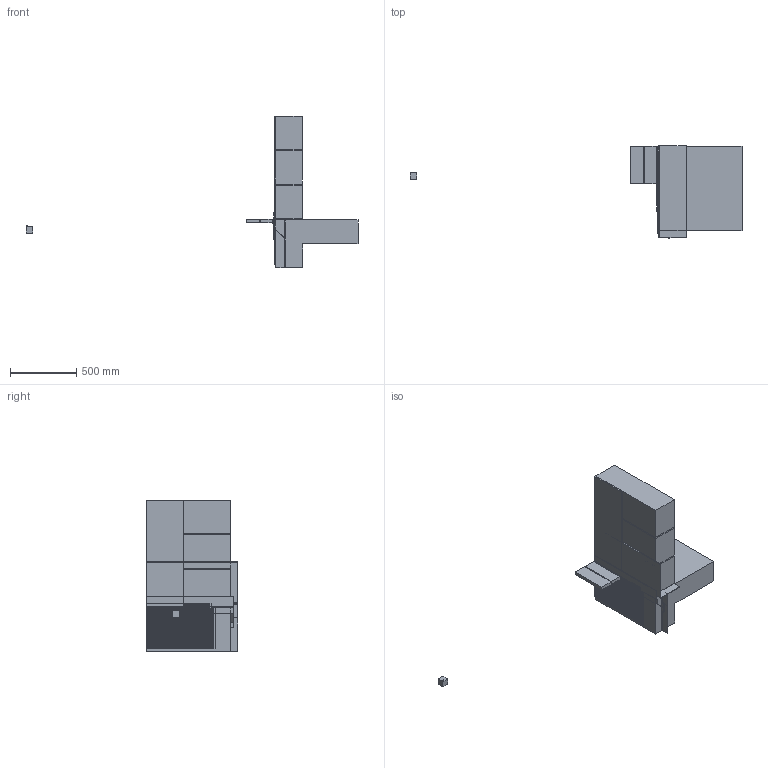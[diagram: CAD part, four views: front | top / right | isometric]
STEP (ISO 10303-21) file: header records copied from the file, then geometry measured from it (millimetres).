
FILE_DESCRIPTION(('STEP AP214'),'1');
FILE_NAME('20.03.18 CAD 2020 - Sockel - vorspringendes MW- unterkellert.STP','2020-03-19T15:24:19',(' '),(' '),'Spatial InterOp 3D',' ',' ');
FILE_SCHEMA(('automotive_design'));
Length unit declared in the file: millimetre
Products named in the file (112): 3D WÜRFEL; Quader
Bounding box: 2498.24 x 691.26 x 1140 mm (x, y, z)
Volume: 198101661.4 mm3; surface area: 7551879.2 mm2
Topology: 112 solids, 112 shells, 708 faces, 1447 edges, 963 vertices
Faces by surface type: plane 708
Entity records: 26417 total; most frequent: CARTESIAN_POINT 3230, DIRECTION 3087, ORIENTED_EDGE 2894, EDGE_CURVE 1447, LINE 1447, VECTOR 1447, VERTEX_POINT 963, STYLED_ITEM 820
